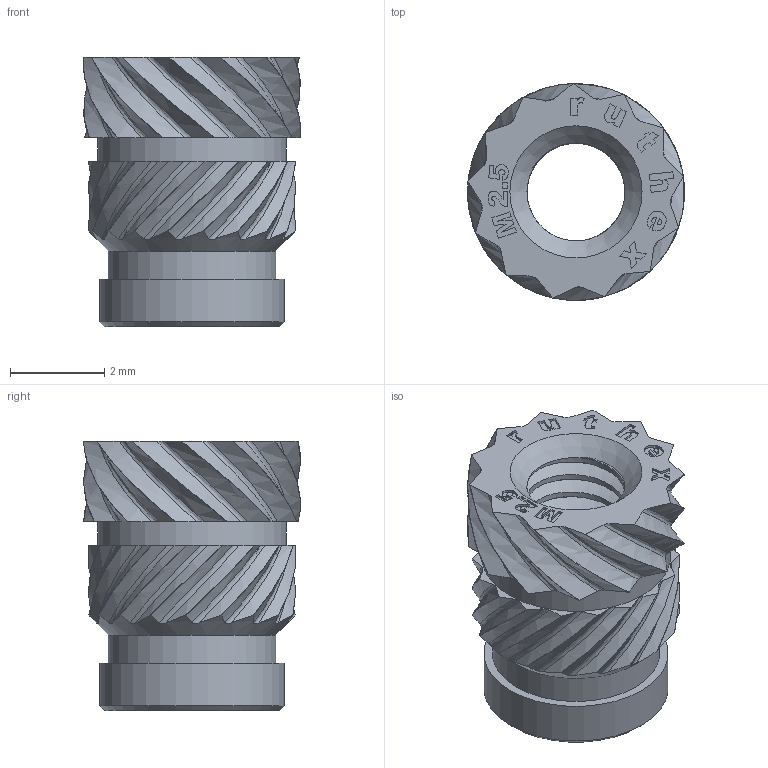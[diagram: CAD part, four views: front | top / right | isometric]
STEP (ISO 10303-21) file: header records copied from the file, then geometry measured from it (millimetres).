
FILE_DESCRIPTION(/* description */ (''),/* implementation_level */ '2;1');
FILE_NAME(/* name */ 'RX-M2.5x5.7.step',/* time_stamp */ '2020-12-12T14:27:20+01:00',/* author */ (''),/* organization */ (''),/* preprocessor_version */ 'ST-DEVELOPER v18.1',/* originating_system */ 'Autodesk Translation Framework v9.7.1.1290',/* authorisation */ '');
FILE_SCHEMA (('AUTOMOTIVE_DESIGN { 1 0 10303 214 3 1 1 }'));
Length unit declared in the file: millimetre
Products named in the file (2): RX-M2.5x5.7; ruthex RX-M2.5-5.7
Assembly tree (1 placements, depth 2):
  RX-M2.5x5.7
    ruthex RX-M2.5-5.7
Bounding box: 4.59 x 4.6 x 5.7 mm (x, y, z)
Volume: 50.2 mm3; surface area: 176.4 mm2
Topology: 1 solids, 1 shells, 337 faces, 1088 edges, 767 vertices
Faces by surface type: bspline 179, plane 95, cylinder 60, cone 3
Full cylindrical faces by diameter (mm): 2.075 x7, 2.58 x3, 3.55 x1, 3.91 x1, 4 x1
Entity records: 17459 total; most frequent: CARTESIAN_POINT 9491, ORIENTED_EDGE 2176, EDGE_CURVE 1088, DIRECTION 826, VERTEX_POINT 767, B_SPLINE_CURVE_WITH_KNOTS 662, EDGE_LOOP 353, LINE 348
